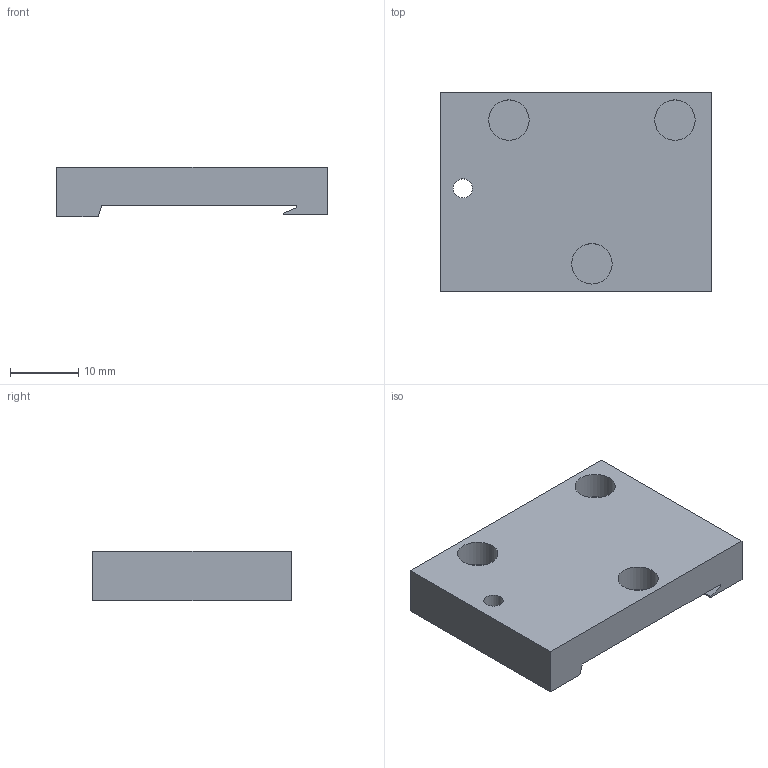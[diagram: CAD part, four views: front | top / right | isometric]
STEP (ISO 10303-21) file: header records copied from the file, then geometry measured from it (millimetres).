
FILE_DESCRIPTION(/* description */ (''),/* implementation_level */ '2;1');
FILE_NAME(/* name */ '00_cellSTORM_v5_chiptray_old_0.ipt.step',/* time_stamp */ '2022-11-29T07:37:30+01:00',/* author */ ('diederichbenedict'),/* organization */ (''),/* preprocessor_version */ 'ST-DEVELOPER v18.1',/* originating_system */ 'Autodesk Inventor 2022',/* authorisation */ '');
FILE_SCHEMA (('AUTOMOTIVE_DESIGN { 1 0 10303 214 3 1 1 }'));
Length unit declared in the file: millimetre
Products named in the file (1): 00_cellSTORM_v5_chiptray_old_0
Bounding box: 39.58 x 29 x 7.2 mm (x, y, z)
Volume: 6327.5 mm3; surface area: 3578.9 mm2
Topology: 1 solids, 1 shells, 28 faces, 69 edges, 46 vertices
Faces by surface type: plane 21, cylinder 7
Full cylindrical faces by diameter (mm): 2.8 x1, 5.9 x3, 10.67 x1
Entity records: 878 total; most frequent: DIRECTION 147, CARTESIAN_POINT 144, ORIENTED_EDGE 138, EDGE_CURVE 69, LINE 49, VECTOR 49, AXIS2_PLACEMENT_3D 49, VERTEX_POINT 46
